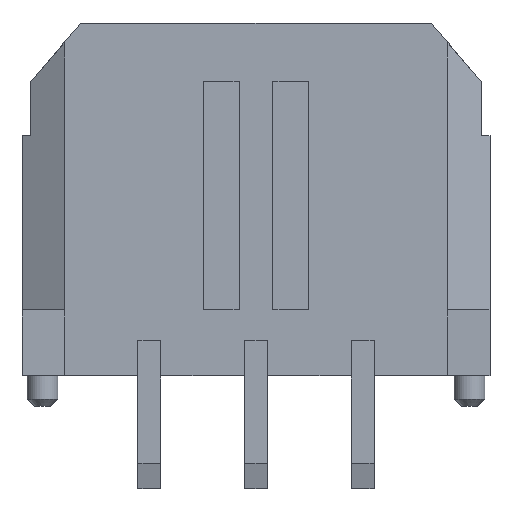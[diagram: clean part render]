
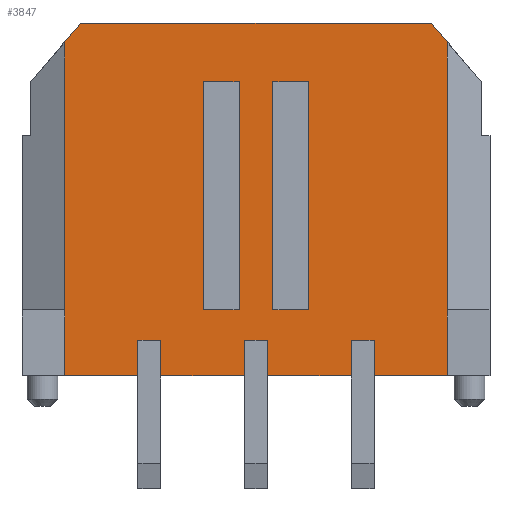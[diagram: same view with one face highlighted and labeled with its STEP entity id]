
A CAD part, front view. The second image highlights one B-rep face of the part: STEP entity #3847.
In plain terms, the highlighted planar face has unit normal (0, -1, 0).
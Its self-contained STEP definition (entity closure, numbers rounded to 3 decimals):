
#53=DIRECTION('',(1.,0.,0.));
#54=VECTOR('',#53,1.);
#55=CARTESIAN_POINT('',(-1.475,-3.47,3.3));
#56=LINE('',#55,#54);
#57=DIRECTION('',(0.,0.,1.));
#58=VECTOR('',#57,6.41);
#59=CARTESIAN_POINT('',(-1.475,-3.47,-3.11));
#60=LINE('',#59,#58);
#61=DIRECTION('',(1.,0.,0.));
#62=VECTOR('',#61,1.);
#63=CARTESIAN_POINT('',(-1.475,-3.47,-3.11));
#64=LINE('',#63,#62);
#65=DIRECTION('',(0.,0.,1.));
#66=VECTOR('',#65,6.41);
#67=CARTESIAN_POINT('',(-0.475,-3.47,-3.11));
#68=LINE('',#67,#66);
#69=DIRECTION('',(1.,0.,0.));
#70=VECTOR('',#69,1.);
#71=CARTESIAN_POINT('',(0.475,-3.47,3.3));
#72=LINE('',#71,#70);
#73=DIRECTION('',(0.,0.,1.));
#74=VECTOR('',#73,6.41);
#75=CARTESIAN_POINT('',(0.475,-3.47,-3.11));
#76=LINE('',#75,#74);
#77=DIRECTION('',(1.,0.,0.));
#78=VECTOR('',#77,1.);
#79=CARTESIAN_POINT('',(0.475,-3.47,-3.11));
#80=LINE('',#79,#78);
#81=DIRECTION('',(0.,0.,1.));
#82=VECTOR('',#81,6.41);
#83=CARTESIAN_POINT('',(1.475,-3.47,-3.11));
#84=LINE('',#83,#82);
#85=DIRECTION('',(0.,0.,1.));
#86=VECTOR('',#85,1.);
#87=CARTESIAN_POINT('',(-3.32,-3.47,-4.96));
#88=LINE('',#87,#86);
#89=DIRECTION('',(0.,0.,-1.));
#90=VECTOR('',#89,7.53);
#91=CARTESIAN_POINT('',(-5.375,-3.47,4.42));
#92=LINE('',#91,#90);
#93=DIRECTION('',(-0.647,0.,-0.763));
#94=VECTOR('',#93,0.696);
#95=CARTESIAN_POINT('',(-4.925,-3.47,4.95));
#96=LINE('',#95,#94);
#97=DIRECTION('',(1.,0.,0.));
#98=VECTOR('',#97,9.85);
#99=CARTESIAN_POINT('',(-4.925,-3.47,4.95));
#100=LINE('',#99,#98);
#101=DIRECTION('',(-0.647,0.,0.763));
#102=VECTOR('',#101,0.696);
#103=CARTESIAN_POINT('',(5.375,-3.47,4.42));
#104=LINE('',#103,#102);
#105=DIRECTION('',(0.,0.,-1.));
#106=VECTOR('',#105,7.53);
#107=CARTESIAN_POINT('',(5.375,-3.47,4.42));
#108=LINE('',#107,#106);
#109=DIRECTION('',(0.,0.,-1.));
#110=VECTOR('',#109,1.85);
#111=CARTESIAN_POINT('',(5.375,-3.47,-3.11));
#112=LINE('',#111,#110);
#113=DIRECTION('',(0.,0.,1.));
#114=VECTOR('',#113,1.);
#115=CARTESIAN_POINT('',(3.32,-3.47,-4.96));
#116=LINE('',#115,#114);
#117=DIRECTION('',(1.,0.,0.));
#118=VECTOR('',#117,0.64);
#119=CARTESIAN_POINT('',(2.68,-3.47,-3.96));
#120=LINE('',#119,#118);
#121=DIRECTION('',(0.,0.,1.));
#122=VECTOR('',#121,1.);
#123=CARTESIAN_POINT('',(2.68,-3.47,-4.96));
#124=LINE('',#123,#122);
#125=DIRECTION('',(0.,0.,1.));
#126=VECTOR('',#125,1.);
#127=CARTESIAN_POINT('',(0.32,-3.47,-4.96));
#128=LINE('',#127,#126);
#129=DIRECTION('',(1.,0.,0.));
#130=VECTOR('',#129,0.64);
#131=CARTESIAN_POINT('',(-0.32,-3.47,-3.96));
#132=LINE('',#131,#130);
#133=DIRECTION('',(0.,0.,1.));
#134=VECTOR('',#133,1.);
#135=CARTESIAN_POINT('',(-0.32,-3.47,-4.96));
#136=LINE('',#135,#134);
#137=DIRECTION('',(0.,0.,1.));
#138=VECTOR('',#137,1.);
#139=CARTESIAN_POINT('',(-2.68,-3.47,-4.96));
#140=LINE('',#139,#138);
#141=DIRECTION('',(1.,0.,0.));
#142=VECTOR('',#141,0.64);
#143=CARTESIAN_POINT('',(-3.32,-3.47,-3.96));
#144=LINE('',#143,#142);
#1967=DIRECTION('',(-1.,0.,0.));
#1968=VECTOR('',#1967,2.055);
#1969=CARTESIAN_POINT('',(5.375,-3.47,-4.96));
#1970=LINE('',#1969,#1968);
#1983=DIRECTION('',(-1.,0.,0.));
#1984=VECTOR('',#1983,2.36);
#1985=CARTESIAN_POINT('',(2.68,-3.47,-4.96));
#1986=LINE('',#1985,#1984);
#2007=DIRECTION('',(-1.,0.,0.));
#2008=VECTOR('',#2007,2.055);
#2009=CARTESIAN_POINT('',(-3.32,-3.47,-4.96));
#2010=LINE('',#2009,#2008);
#2015=DIRECTION('',(-1.,0.,0.));
#2016=VECTOR('',#2015,2.36);
#2017=CARTESIAN_POINT('',(-0.32,-3.47,-4.96));
#2018=LINE('',#2017,#2016);
#2379=DIRECTION('',(0.,0.,-1.));
#2380=VECTOR('',#2379,1.85);
#2381=CARTESIAN_POINT('',(-5.375,-3.47,-3.11));
#2382=LINE('',#2381,#2380);
#2791=CARTESIAN_POINT('',(-4.925,-3.47,4.95));
#2792=CARTESIAN_POINT('',(4.925,-3.47,4.95));
#2793=VERTEX_POINT('',#2791);
#2794=VERTEX_POINT('',#2792);
#2876=CARTESIAN_POINT('',(2.68,-3.47,-4.96));
#2878=VERTEX_POINT('',#2876);
#2880=CARTESIAN_POINT('',(3.32,-3.47,-4.96));
#2882=VERTEX_POINT('',#2880);
#2888=CARTESIAN_POINT('',(-0.32,-3.47,-4.96));
#2890=VERTEX_POINT('',#2888);
#2892=CARTESIAN_POINT('',(0.32,-3.47,-4.96));
#2894=VERTEX_POINT('',#2892);
#2900=CARTESIAN_POINT('',(-3.32,-3.47,-4.96));
#2902=VERTEX_POINT('',#2900);
#2904=CARTESIAN_POINT('',(-2.68,-3.47,-4.96));
#2906=VERTEX_POINT('',#2904);
#2912=CARTESIAN_POINT('',(5.375,-3.47,-3.11));
#2914=VERTEX_POINT('',#2912);
#2916=CARTESIAN_POINT('',(-5.375,-3.47,-3.11));
#2918=VERTEX_POINT('',#2916);
#2925=CARTESIAN_POINT('',(5.375,-3.47,-4.96));
#2926=VERTEX_POINT('',#2925);
#2927=CARTESIAN_POINT('',(-5.375,-3.47,-4.96));
#2928=VERTEX_POINT('',#2927);
#2929=CARTESIAN_POINT('',(2.68,-3.47,-3.96));
#2930=VERTEX_POINT('',#2929);
#2931=CARTESIAN_POINT('',(3.32,-3.47,-3.96));
#2932=VERTEX_POINT('',#2931);
#2933=CARTESIAN_POINT('',(-0.32,-3.47,-3.96));
#2934=VERTEX_POINT('',#2933);
#2935=CARTESIAN_POINT('',(0.32,-3.47,-3.96));
#2936=VERTEX_POINT('',#2935);
#2937=CARTESIAN_POINT('',(-3.32,-3.47,-3.96));
#2938=VERTEX_POINT('',#2937);
#2939=CARTESIAN_POINT('',(-2.68,-3.47,-3.96));
#2940=VERTEX_POINT('',#2939);
#3109=CARTESIAN_POINT('',(-1.475,-3.47,3.3));
#3110=CARTESIAN_POINT('',(-0.475,-3.47,3.3));
#3111=VERTEX_POINT('',#3109);
#3112=VERTEX_POINT('',#3110);
#3113=CARTESIAN_POINT('',(0.475,-3.47,3.3));
#3114=CARTESIAN_POINT('',(1.475,-3.47,3.3));
#3115=VERTEX_POINT('',#3113);
#3116=VERTEX_POINT('',#3114);
#3117=CARTESIAN_POINT('',(-1.475,-3.47,-3.11));
#3118=CARTESIAN_POINT('',(-0.475,-3.47,-3.11));
#3119=VERTEX_POINT('',#3117);
#3120=VERTEX_POINT('',#3118);
#3121=CARTESIAN_POINT('',(0.475,-3.47,-3.11));
#3122=CARTESIAN_POINT('',(1.475,-3.47,-3.11));
#3123=VERTEX_POINT('',#3121);
#3124=VERTEX_POINT('',#3122);
#3597=CARTESIAN_POINT('',(5.375,-3.47,4.42));
#3598=VERTEX_POINT('',#3597);
#3599=CARTESIAN_POINT('',(-5.375,-3.47,4.42));
#3600=VERTEX_POINT('',#3599);
#3781=CARTESIAN_POINT('',(-6.325,-3.47,4.95));
#3782=DIRECTION('',(0.,-1.,0.));
#3783=DIRECTION('',(0.,0.,-1.));
#3784=AXIS2_PLACEMENT_3D('',#3781,#3782,#3783);
#3785=PLANE('',#3784);
#3787=ORIENTED_EDGE('',*,*,#3786,.F.);
#3789=ORIENTED_EDGE('',*,*,#3788,.T.);
#3791=ORIENTED_EDGE('',*,*,#3790,.F.);
#3792=ORIENTED_EDGE('',*,*,#3768,.F.);
#3794=ORIENTED_EDGE('',*,*,#3793,.F.);
#3796=ORIENTED_EDGE('',*,*,#3795,.T.);
#3798=ORIENTED_EDGE('',*,*,#3797,.F.);
#3800=ORIENTED_EDGE('',*,*,#3799,.T.);
#3802=ORIENTED_EDGE('',*,*,#3801,.T.);
#3804=ORIENTED_EDGE('',*,*,#3803,.T.);
#3806=ORIENTED_EDGE('',*,*,#3805,.T.);
#3808=ORIENTED_EDGE('',*,*,#3807,.F.);
#3810=ORIENTED_EDGE('',*,*,#3809,.F.);
#3812=ORIENTED_EDGE('',*,*,#3811,.T.);
#3814=ORIENTED_EDGE('',*,*,#3813,.T.);
#3816=ORIENTED_EDGE('',*,*,#3815,.F.);
#3818=ORIENTED_EDGE('',*,*,#3817,.F.);
#3820=ORIENTED_EDGE('',*,*,#3819,.T.);
#3822=ORIENTED_EDGE('',*,*,#3821,.T.);
#3824=ORIENTED_EDGE('',*,*,#3823,.F.);
#3825=EDGE_LOOP('',(#3787,#3789,#3791,#3792,#3794,#3796,#3798,#3800,#3802,#3804,
#3806,#3808,#3810,#3812,#3814,#3816,#3818,#3820,#3822,#3824));
#3826=FACE_OUTER_BOUND('',#3825,.F.);
#3828=ORIENTED_EDGE('',*,*,#3827,.F.);
#3830=ORIENTED_EDGE('',*,*,#3829,.F.);
#3832=ORIENTED_EDGE('',*,*,#3831,.T.);
#3834=ORIENTED_EDGE('',*,*,#3833,.T.);
#3835=EDGE_LOOP('',(#3828,#3830,#3832,#3834));
#3836=FACE_BOUND('',#3835,.F.);
#3838=ORIENTED_EDGE('',*,*,#3837,.F.);
#3840=ORIENTED_EDGE('',*,*,#3839,.F.);
#3842=ORIENTED_EDGE('',*,*,#3841,.T.);
#3844=ORIENTED_EDGE('',*,*,#3843,.T.);
#3845=EDGE_LOOP('',(#3838,#3840,#3842,#3844));
#3846=FACE_BOUND('',#3845,.F.);
#3847=ADVANCED_FACE('',(#3826,#3836,#3846),#3785,.T.);
#3768=EDGE_CURVE('',#3600,#2918,#92,.T.);
#3786=EDGE_CURVE('',#2902,#2938,#88,.T.);
#3788=EDGE_CURVE('',#2902,#2928,#2010,.T.);
#3790=EDGE_CURVE('',#2918,#2928,#2382,.T.);
#3793=EDGE_CURVE('',#2793,#3600,#96,.T.);
#3795=EDGE_CURVE('',#2793,#2794,#100,.T.);
#3797=EDGE_CURVE('',#3598,#2794,#104,.T.);
#3799=EDGE_CURVE('',#3598,#2914,#108,.T.);
#3801=EDGE_CURVE('',#2914,#2926,#112,.T.);
#3803=EDGE_CURVE('',#2926,#2882,#1970,.T.);
#3805=EDGE_CURVE('',#2882,#2932,#116,.T.);
#3807=EDGE_CURVE('',#2930,#2932,#120,.T.);
#3809=EDGE_CURVE('',#2878,#2930,#124,.T.);
#3811=EDGE_CURVE('',#2878,#2894,#1986,.T.);
#3813=EDGE_CURVE('',#2894,#2936,#128,.T.);
#3815=EDGE_CURVE('',#2934,#2936,#132,.T.);
#3817=EDGE_CURVE('',#2890,#2934,#136,.T.);
#3819=EDGE_CURVE('',#2890,#2906,#2018,.T.);
#3821=EDGE_CURVE('',#2906,#2940,#140,.T.);
#3823=EDGE_CURVE('',#2938,#2940,#144,.T.);
#3827=EDGE_CURVE('',#3115,#3116,#72,.T.);
#3829=EDGE_CURVE('',#3123,#3115,#76,.T.);
#3831=EDGE_CURVE('',#3123,#3124,#80,.T.);
#3833=EDGE_CURVE('',#3124,#3116,#84,.T.);
#3837=EDGE_CURVE('',#3111,#3112,#56,.T.);
#3839=EDGE_CURVE('',#3119,#3111,#60,.T.);
#3841=EDGE_CURVE('',#3119,#3120,#64,.T.);
#3843=EDGE_CURVE('',#3120,#3112,#68,.T.);
